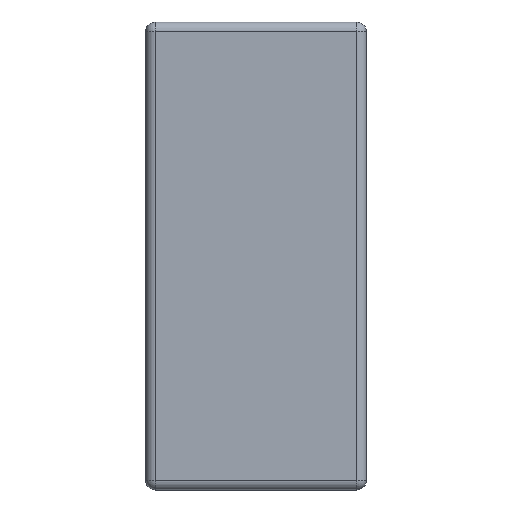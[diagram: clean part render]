
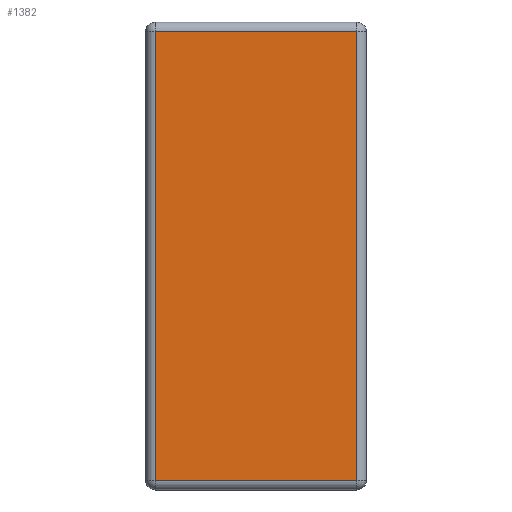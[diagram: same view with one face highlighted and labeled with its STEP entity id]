
A CAD part, left-side view. The second image highlights one B-rep face of the part: STEP entity #1382.
In plain terms, the highlighted planar face has unit normal (-1, 0, 0).
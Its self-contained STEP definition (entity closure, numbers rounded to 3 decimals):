
#132 = ORIENTED_EDGE ( 'NONE', *, *, #4454, .T. ) ;
#213 = FACE_OUTER_BOUND ( 'NONE', #1267, .T. ) ;
#236 = VERTEX_POINT ( 'NONE', #2024 ) ;
#267 = CARTESIAN_POINT ( 'NONE',  ( 0., 0.073, 0. ) ) ;
#415 = CARTESIAN_POINT ( 'NONE',  ( 0., 1.577, -3.427 ) ) ;
#474 = EDGE_CURVE ( 'NONE', #3063, #236, #1536, .T. ) ;
#807 = DIRECTION ( 'NONE',  ( 0., -1., 0. ) ) ;
#856 = LINE ( 'NONE', #1600, #2337 ) ;
#862 = EDGE_CURVE ( 'NONE', #236, #1323, #4003, .T. ) ;
#1140 = DIRECTION ( 'NONE',  ( 0., 0., -1. ) ) ;
#1267 = EDGE_LOOP ( 'NONE', ( #132, #4499, #3871, #1992 ) ) ;
#1323 = VERTEX_POINT ( 'NONE', #415 ) ;
#1382 = ADVANCED_FACE ( 'NONE', ( #213 ), #3506, .T. ) ;
#1384 = DIRECTION ( 'NONE',  ( 0., 0., 1. ) ) ;
#1536 = LINE ( 'NONE', #1866, #2394 ) ;
#1564 = AXIS2_PLACEMENT_3D ( 'NONE', #3133, #4217, #2738 ) ;
#1600 = CARTESIAN_POINT ( 'NONE',  ( 0., 0., -3.427 ) ) ;
#1866 = CARTESIAN_POINT ( 'NONE',  ( 0., 1.65, -0.073 ) ) ;
#1908 = CARTESIAN_POINT ( 'NONE',  ( 0., 1.577, -3.5 ) ) ;
#1992 = ORIENTED_EDGE ( 'NONE', *, *, #862, .T. ) ;
#2024 = CARTESIAN_POINT ( 'NONE',  ( 0., 1.577, -0.073 ) ) ;
#2337 = VECTOR ( 'NONE', #807, 1000. ) ;
#2394 = VECTOR ( 'NONE', #4036, 1000. ) ;
#2438 = LINE ( 'NONE', #267, #4097 ) ;
#2456 = VECTOR ( 'NONE', #1140, 1000. ) ;
#2738 = DIRECTION ( 'NONE',  ( 0., 0., 1. ) ) ;
#2902 = CARTESIAN_POINT ( 'NONE',  ( 0., 0.073, -3.427 ) ) ;
#3063 = VERTEX_POINT ( 'NONE', #3663 ) ;
#3133 = CARTESIAN_POINT ( 'NONE',  ( 0., 0., 0. ) ) ;
#3506 = PLANE ( 'NONE',  #1564 ) ;
#3515 = VERTEX_POINT ( 'NONE', #2902 ) ;
#3663 = CARTESIAN_POINT ( 'NONE',  ( 0., 0.073, -0.073 ) ) ;
#3788 = EDGE_CURVE ( 'NONE', #3515, #3063, #2438, .T. ) ;
#3871 = ORIENTED_EDGE ( 'NONE', *, *, #474, .T. ) ;
#4003 = LINE ( 'NONE', #1908, #2456 ) ;
#4036 = DIRECTION ( 'NONE',  ( 0., 1., 0. ) ) ;
#4097 = VECTOR ( 'NONE', #1384, 1000. ) ;
#4217 = DIRECTION ( 'NONE',  ( -1., 0., 0. ) ) ;
#4454 = EDGE_CURVE ( 'NONE', #1323, #3515, #856, .T. ) ;
#4499 = ORIENTED_EDGE ( 'NONE', *, *, #3788, .T. ) ;
